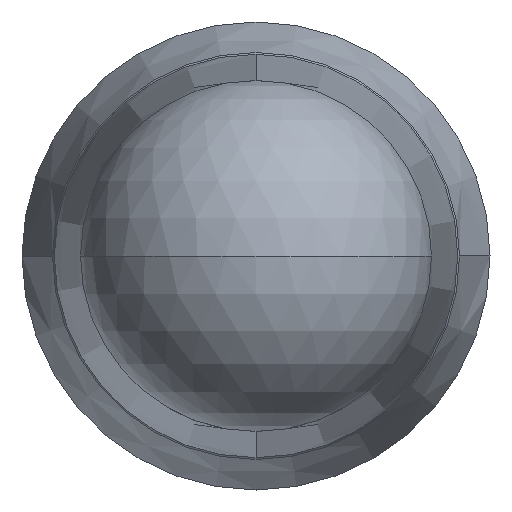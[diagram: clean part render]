
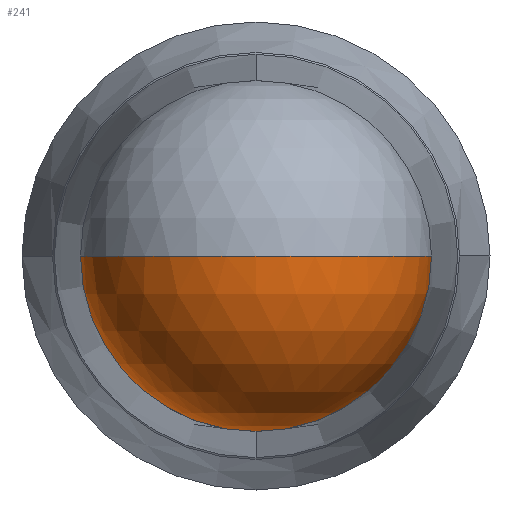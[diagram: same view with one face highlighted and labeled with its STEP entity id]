
A CAD part, front view. The second image highlights one B-rep face of the part: STEP entity #241.
In plain terms, the highlighted spherical face has radius 2.382 mm.
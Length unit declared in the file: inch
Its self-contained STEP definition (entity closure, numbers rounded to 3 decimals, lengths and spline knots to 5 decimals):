
#10 = EDGE_CURVE ( 'NONE', #322, #295, #97, .T. ) ;
#30 = CARTESIAN_POINT ( 'NONE',  ( 0., 0., 0. ) ) ;
#97 = CIRCLE ( 'NONE', #143, 0.09378 ) ;
#119 = CARTESIAN_POINT ( 'NONE',  ( 0., 0.09133, 0. ) ) ;
#143 = AXIS2_PLACEMENT_3D ( 'NONE', #393, #470, #442 ) ;
#163 = CIRCLE ( 'NONE', #254, 0.09378 ) ;
#187 = SPHERICAL_SURFACE ( 'NONE', #479, 0.09378 ) ;
#189 = CIRCLE ( 'NONE', #326, 0.09375 ) ;
#195 = CARTESIAN_POINT ( 'NONE',  ( 0., 0.09378, 0. ) ) ;
#203 = EDGE_CURVE ( 'NONE', #508, #322, #189, .T. ) ;
#237 = VERTEX_POINT ( 'NONE', #380 ) ;
#238 = ORIENTED_EDGE ( 'NONE', *, *, #203, .T. ) ;
#241 = ADVANCED_FACE ( 'NONE', ( #305 ), #187, .T. ) ;
#254 = AXIS2_PLACEMENT_3D ( 'NONE', #397, #511, #321 ) ;
#264 = DIRECTION ( 'NONE',  ( 0., 0., -1. ) ) ;
#280 = DIRECTION ( 'NONE',  ( 0., -1., 0. ) ) ;
#295 = VERTEX_POINT ( 'NONE', #30 ) ;
#301 = DIRECTION ( 'NONE',  ( 0., -1., 0. ) ) ;
#305 = FACE_OUTER_BOUND ( 'NONE', #519, .T. ) ;
#311 = CARTESIAN_POINT ( 'NONE',  ( 0., 0.09133, 0. ) ) ;
#315 = DIRECTION ( 'NONE',  ( 0., 0., -1. ) ) ;
#320 = DIRECTION ( 'NONE',  ( -1., 0., 0. ) ) ;
#321 = DIRECTION ( 'NONE',  ( 1., 0., 0. ) ) ;
#322 = VERTEX_POINT ( 'NONE', #384 ) ;
#326 = AXIS2_PLACEMENT_3D ( 'NONE', #311, #301, #264 ) ;
#364 = ORIENTED_EDGE ( 'NONE', *, *, #454, .F. ) ;
#380 = CARTESIAN_POINT ( 'NONE',  ( -0.09375, 0.09133, 0. ) ) ;
#384 = CARTESIAN_POINT ( 'NONE',  ( 0.09375, 0.09133, 0. ) ) ;
#393 = CARTESIAN_POINT ( 'NONE',  ( 0., 0.09378, 0. ) ) ;
#397 = CARTESIAN_POINT ( 'NONE',  ( 0., 0.09378, 0. ) ) ;
#423 = ORIENTED_EDGE ( 'NONE', *, *, #10, .T. ) ;
#432 = DIRECTION ( 'NONE',  ( 0., 0., -1. ) ) ;
#437 = ORIENTED_EDGE ( 'NONE', *, *, #440, .T. ) ;
#440 = EDGE_CURVE ( 'NONE', #237, #508, #481, .T. ) ;
#442 = DIRECTION ( 'NONE',  ( -1., 0., 0. ) ) ;
#446 = AXIS2_PLACEMENT_3D ( 'NONE', #119, #280, #432 ) ;
#448 = CARTESIAN_POINT ( 'NONE',  ( 0., 0.09133, -0.09375 ) ) ;
#454 = EDGE_CURVE ( 'NONE', #237, #295, #163, .T. ) ;
#470 = DIRECTION ( 'NONE',  ( 0., 0., -1. ) ) ;
#479 = AXIS2_PLACEMENT_3D ( 'NONE', #195, #315, #320 ) ;
#481 = CIRCLE ( 'NONE', #446, 0.09375 ) ;
#508 = VERTEX_POINT ( 'NONE', #448 ) ;
#511 = DIRECTION ( 'NONE',  ( 0., 0., 1. ) ) ;
#519 = EDGE_LOOP ( 'NONE', ( #437, #238, #423, #364 ) ) ;
